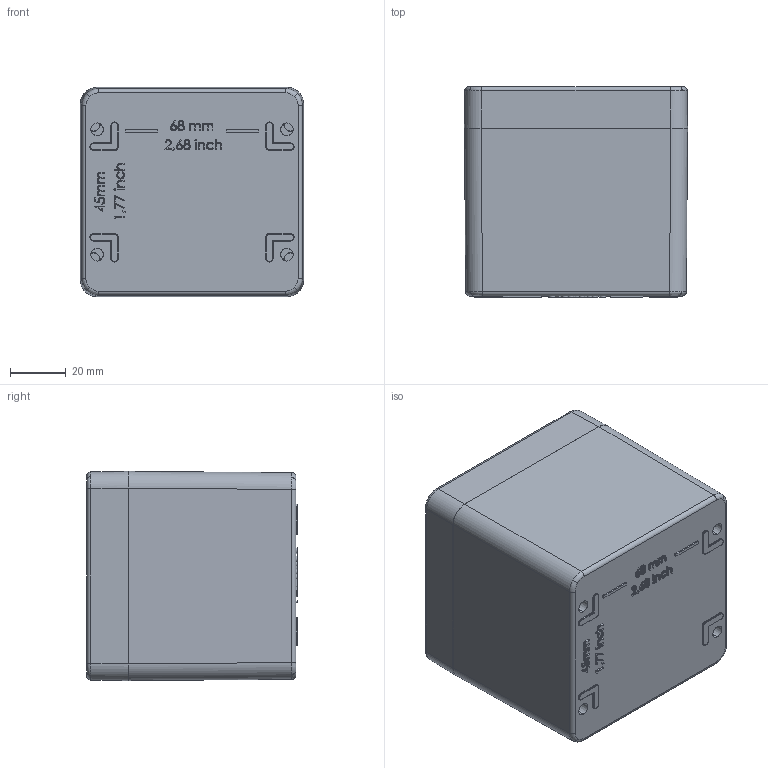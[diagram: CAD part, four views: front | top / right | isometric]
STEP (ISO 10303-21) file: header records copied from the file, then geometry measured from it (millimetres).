
FILE_DESCRIPTION (( 'STEP AP214' ), '1' );
FILE_NAME ('62080808.STEP', '2017-06-30T10:26:17', ( 'Macha' ), ( 'Hewlett-Packard Company' ), 'SwSTEP 2.0', 'SolidWorks 2015', '' );
FILE_SCHEMA (( 'AUTOMOTIVE_DESIGN' ));
Length unit declared in the file: millimetre
Products named in the file (8): 82014_270; 93133; 21671; 21672; 86223; 86221; 21672_Unterteil; 62080808
Assembly tree (14 placements, depth 3):
  62080808
    21672
      21672_Unterteil
      86221  x2
      86223  x4
    21671
    93133  x4
    82014_270
Bounding box: 80 x 75.5 x 75 mm (x, y, z)
Volume: 170777.8 mm3; surface area: 75307.2 mm2
Topology: 13 solids, 13 shells, 1509 faces, 3807 edges, 2404 vertices
Faces by surface type: plane 597, bspline 462, cylinder 222, cone 168, torus 56, sphere 4
Entity records: 57399 total; most frequent: CARTESIAN_POINT 29472, ORIENTED_EDGE 6526, DIRECTION 4483, EDGE_CURVE 3263, VERTEX_POINT 2078, VECTOR 1649, LINE 1649, AXIS2_PLACEMENT_3D 1417
